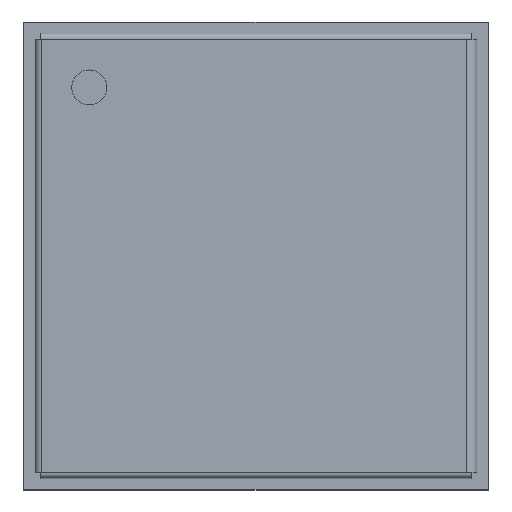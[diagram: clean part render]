
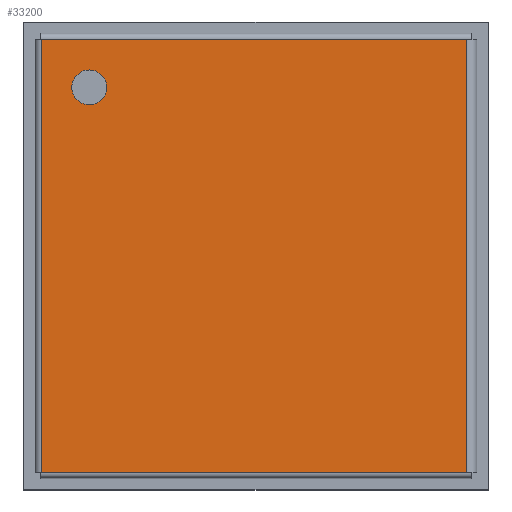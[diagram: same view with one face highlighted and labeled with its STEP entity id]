
A CAD part, top view. The second image highlights one B-rep face of the part: STEP entity #33200.
In plain terms, the highlighted face is planar.
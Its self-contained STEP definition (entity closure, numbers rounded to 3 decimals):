
#31747=CARTESIAN_POINT('',(-4.775,0.1,-4.825));
#31748=DIRECTION('',(0.,-1.,0.));
#31749=DIRECTION('',(1.,0.,0.));
#31750=AXIS2_PLACEMENT_3D('',#31747,#31748,#31749);
#31755=CARTESIAN_POINT('',(-4.775,0.1,-4.825));
#31756=DIRECTION('',(0.,-1.,0.));
#31757=DIRECTION('',(-1.,0.,0.));
#31758=AXIS2_PLACEMENT_3D('',#31755,#31756,#31757);
#31778=DIRECTION('',(0.,0.,-1.));
#31779=VECTOR('',#31778,12.41);
#31780=CARTESIAN_POINT('',(-6.155,0.1,6.205));
#31781=LINE('',#31780,#31779);
#31969=DIRECTION('',(-1.,0.,0.));
#31970=VECTOR('',#31969,12.18);
#31971=CARTESIAN_POINT('',(6.025,0.1,6.205));
#31972=LINE('',#31971,#31970);
#32223=DIRECTION('',(0.,0.,1.));
#32224=VECTOR('',#32223,12.41);
#32225=CARTESIAN_POINT('',(6.025,0.1,-6.205));
#32226=LINE('',#32225,#32224);
#32330=DIRECTION('',(1.,0.,0.));
#32331=VECTOR('',#32330,12.18);
#32332=CARTESIAN_POINT('',(-6.155,0.1,-6.205));
#32333=LINE('',#32332,#32331);
#33019=CARTESIAN_POINT('',(-4.275,0.1,-4.825));
#33020=CARTESIAN_POINT('',(-5.275,0.1,-4.825));
#33021=VERTEX_POINT('',#33019);
#33022=VERTEX_POINT('',#33020);
#33027=CARTESIAN_POINT('',(-6.155,0.1,-6.205));
#33028=VERTEX_POINT('',#33027);
#33031=CARTESIAN_POINT('',(-6.155,0.1,6.205));
#33032=VERTEX_POINT('',#33031);
#33051=CARTESIAN_POINT('',(6.025,0.1,6.205));
#33052=VERTEX_POINT('',#33051);
#33055=CARTESIAN_POINT('',(6.025,0.1,-6.205));
#33056=VERTEX_POINT('',#33055);
#33179=CARTESIAN_POINT('',(0.,0.1,0.));
#33180=DIRECTION('',(0.,1.,0.));
#33181=DIRECTION('',(1.,0.,0.));
#33182=AXIS2_PLACEMENT_3D('',#33179,#33180,#33181);
#33183=PLANE('',#33182);
#33185=ORIENTED_EDGE('',*,*,#33184,.T.);
#33187=ORIENTED_EDGE('',*,*,#33186,.T.);
#33189=ORIENTED_EDGE('',*,*,#33188,.T.);
#33191=ORIENTED_EDGE('',*,*,#33190,.T.);
#33192=EDGE_LOOP('',(#33185,#33187,#33189,#33191));
#33193=FACE_OUTER_BOUND('',#33192,.F.);
#33195=ORIENTED_EDGE('',*,*,#33194,.F.);
#33197=ORIENTED_EDGE('',*,*,#33196,.F.);
#33198=EDGE_LOOP('',(#33195,#33197));
#33199=FACE_BOUND('',#33198,.F.);
#31751=CIRCLE('',#31750,0.5);
#31759=CIRCLE('',#31758,0.5);
#33184=EDGE_CURVE('',#33032,#33028,#31781,.T.);
#33186=EDGE_CURVE('',#33028,#33056,#32333,.T.);
#33188=EDGE_CURVE('',#33056,#33052,#32226,.T.);
#33190=EDGE_CURVE('',#33052,#33032,#31972,.T.);
#33194=EDGE_CURVE('',#33021,#33022,#31751,.T.);
#33196=EDGE_CURVE('',#33022,#33021,#31759,.T.);
#33200=ADVANCED_FACE('',(#33193,#33199),#33183,.T.);
